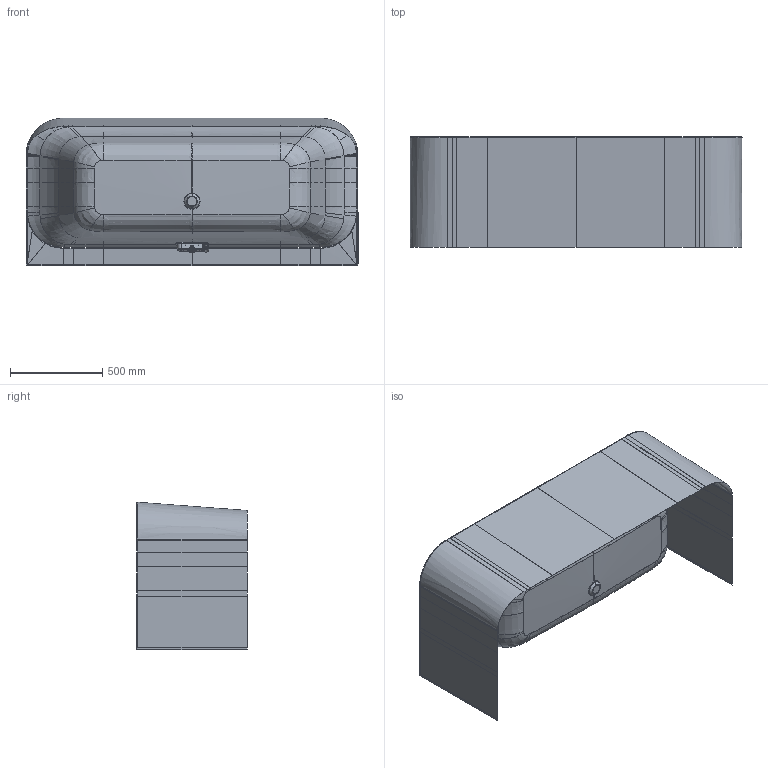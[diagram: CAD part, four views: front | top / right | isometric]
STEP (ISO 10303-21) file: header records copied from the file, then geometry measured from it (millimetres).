
FILE_DESCRIPTION((''),'2;1');
FILE_NAME('LENF_BTW-VOOR_STPS_ASM','2021-09-21T16:16:15',('hegemanc'),('Villeroy & Boch Wellness bv'),'CREO PARAMETRIC BY PTC INC, 2020454','CREO PARAMETRIC BY PTC INC, 2020454','');
FILE_SCHEMA(('CONFIG_CONTROL_DESIGN'));
Products named in the file (7): L-AND-F_BTW_SQUARE07122020_ASM; V4P2001-020; V4P2001-030; V4P2001-070; V4P2001-100_ASM; AFVOERDOP_LOOP; LENF_BTW-VOOR_STPS_ASM
Assembly tree (6 placements, depth 3):
  LENF_BTW-VOOR_STPS_ASM
    L-AND-F_BTW_SQUARE07122020_ASM
    V4P2001-100_ASM
      V4P2001-020
      V4P2001-030
      V4P2001-070
    AFVOERDOP_LOOP
Bounding box: 1800 x 600.01 x 800 mm (x, y, z)
Volume: 113889.2 mm3; surface area: 8813810.5 mm2
Topology: 4 solids, 16 shells, 1464 faces, 3550 edges, 2110 vertices
Faces by surface type: cylinder 470, bspline 399, plane 310, torus 158, cone 63, sphere 34, extrusion 30
Entity records: 85415 total; most frequent: CARTESIAN_POINT 53906, ORIENTED_EDGE 7082, DIRECTION 5690, EDGE_CURVE 3544, AXIS2_PLACEMENT_3D 2167, VERTEX_POINT 2110, EDGE_LOOP 1518, FACE_OUTER_BOUND 1464
